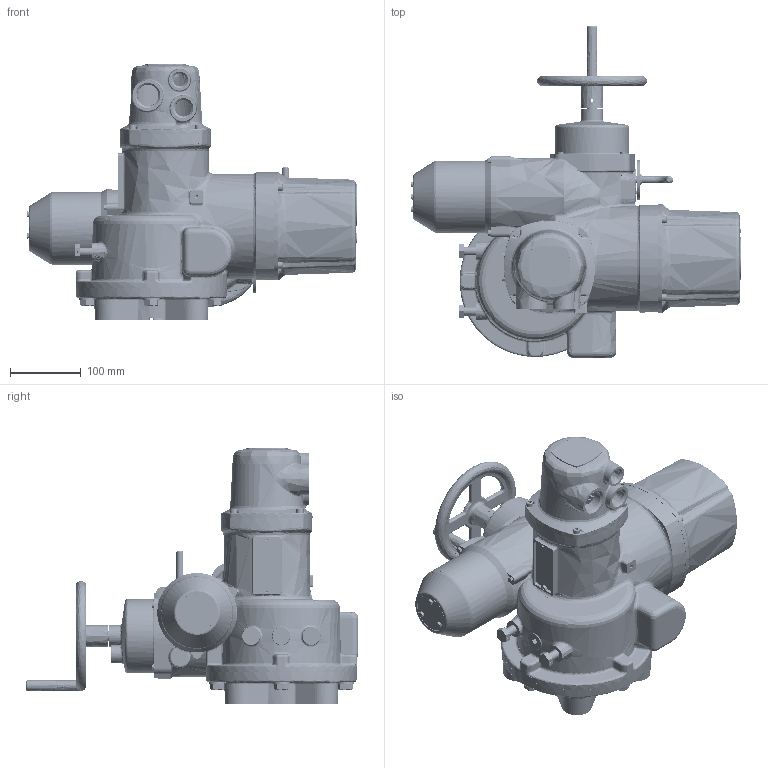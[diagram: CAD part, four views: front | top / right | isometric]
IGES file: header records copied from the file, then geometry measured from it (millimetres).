
Start section: C
Global section: file name: CKQ1000-BASIC.igs; native system: By Siemens PLM Incorporated; preprocessor: XPlus GENERIC/IGES 23.0.57; author: Author; organization: Title; date: 20220913.175138; units: millimetre
Bounding box: 465.25 x 467.75 x 361 mm (x, y, z)
Surface area: 1332793.1 mm2 (no closed solid volume)
Topology: 0 solids, 0 shells, 4238 faces, 23182 edges, 22989 vertices
Faces by surface type: bspline 4238
